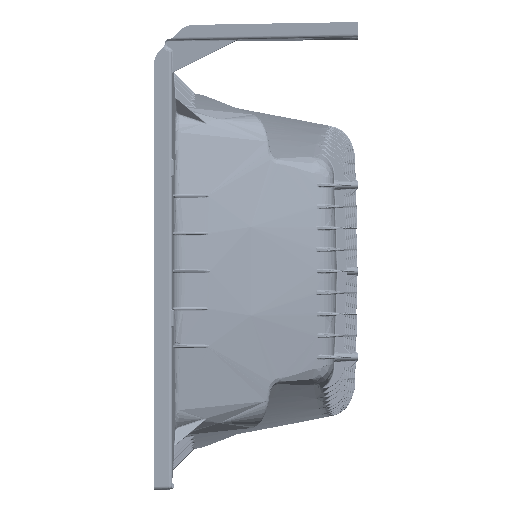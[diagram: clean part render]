
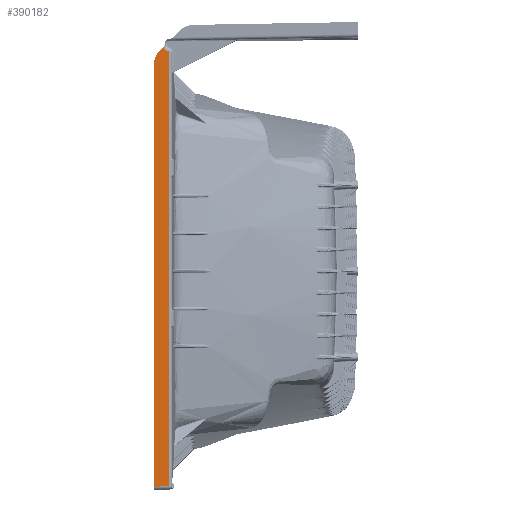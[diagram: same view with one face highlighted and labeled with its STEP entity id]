
A CAD part, left-side view. The second image highlights one B-rep face of the part: STEP entity #390182.
In plain terms, the highlighted planar face has unit normal (-1, -0.022, 0).
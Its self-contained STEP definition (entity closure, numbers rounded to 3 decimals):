
#6507 = CARTESIAN_POINT ( 'NONE',  ( -51.45, 15.712, 20.447 ) ) ;
#8481 = EDGE_CURVE ( 'NONE', #226042, #103666, #99595, .T. ) ;
#12445 = CARTESIAN_POINT ( 'NONE',  ( -51.45, 15.703, -20.013 ) ) ;
#13747 = EDGE_CURVE ( 'NONE', #181203, #297672, #322679, .T. ) ;
#15339 = ORIENTED_EDGE ( 'NONE', *, *, #84042, .T. ) ;
#20636 = CARTESIAN_POINT ( 'NONE',  ( -51.267, 7.33, 13.519 ) ) ;
#21502 = LINE ( 'NONE', #457453, #258849 ) ;
#29403 = ORIENTED_EDGE ( 'NONE', *, *, #177832, .T. ) ;
#37276 = CARTESIAN_POINT ( 'NONE',  ( -51.45, 15.703, -20.013 ) ) ;
#48671 = CARTESIAN_POINT ( 'NONE',  ( -51.455, 15.952, 20.515 ) ) ;
#51174 = CARTESIAN_POINT ( 'NONE',  ( -51.449, 15.69, -18.986 ) ) ;
#67081 = ORIENTED_EDGE ( 'NONE', *, *, #451977, .T. ) ;
#72701 = ORIENTED_EDGE ( 'NONE', *, *, #8481, .T. ) ;
#79456 = EDGE_LOOP ( 'NONE', ( #29403, #352358, #467832, #385683, #15339, #67081, #72701, #270231, #406270 ) ) ;
#84042 = EDGE_CURVE ( 'NONE', #297672, #143175, #448891, .T. ) ;
#87869 = DIRECTION ( 'NONE',  ( 0., 0., -1. ) ) ;
#99595 = LINE ( 'NONE', #494156, #116588 ) ;
#103666 = VERTEX_POINT ( 'NONE', #193732 ) ;
#108379 = VECTOR ( 'NONE', #180233, 39.37 ) ;
#108468 = CARTESIAN_POINT ( 'NONE',  ( -51.467, 16.492, 20.576 ) ) ;
#115041 = CARTESIAN_POINT ( 'NONE',  ( -51.449, 15.69, -18.986 ) ) ;
#116588 = VECTOR ( 'NONE', #496692, 39.37 ) ;
#118153 = AXIS2_PLACEMENT_3D ( 'NONE', #20636, #415360, #417909 ) ;
#122729 = CARTESIAN_POINT ( 'NONE',  ( -51.45, 15.707, 20.443 ) ) ;
#126950 = VERTEX_POINT ( 'NONE', #352232 ) ;
#133848 =( BOUNDED_CURVE ( )  B_SPLINE_CURVE ( 3, ( #12445, #404641, #484542, #51174 ),
 .UNSPECIFIED., .F., .F. ) 
 B_SPLINE_CURVE_WITH_KNOTS ( ( 4, 4 ),
 ( 4.78, 4.817 ),
 .UNSPECIFIED. ) 
 CURVE ( )  GEOMETRIC_REPRESENTATION_ITEM ( )  RATIONAL_B_SPLINE_CURVE ( ( 1., 1., 1., 1. ) ) 
 REPRESENTATION_ITEM ( '' )  );
#136484 =( BOUNDED_CURVE ( )  B_SPLINE_CURVE ( 3, ( #108468, #408562, #256374, #333724 ),
 .UNSPECIFIED., .F., .F. ) 
 B_SPLINE_CURVE_WITH_KNOTS ( ( 4, 4 ),
 ( 2.356, 3.142 ),
 .UNSPECIFIED. ) 
 CURVE ( )  GEOMETRIC_REPRESENTATION_ITEM ( )  RATIONAL_B_SPLINE_CURVE ( ( 1., 0.949, 0.949, 1. ) ) 
 REPRESENTATION_ITEM ( '' )  );
#136755 = CARTESIAN_POINT ( 'NONE',  ( -51.48, 17.078, 13.519 ) ) ;
#143175 = VERTEX_POINT ( 'NONE', #37276 ) ;
#143313 = EDGE_CURVE ( 'NONE', #126950, #458021, #136484, .T. ) ;
#145650 = CARTESIAN_POINT ( 'NONE',  ( -51.48, 17.078, 18.491 ) ) ;
#162252 = CARTESIAN_POINT ( 'NONE',  ( -51.461, 16.202, 20.866 ) ) ;
#165458 = VECTOR ( 'NONE', #87869, 39.37 ) ;
#177832 = EDGE_CURVE ( 'NONE', #435866, #126950, #21502, .T. ) ;
#180233 = DIRECTION ( 'NONE',  ( 0., 0., 1. ) ) ;
#181203 = VERTEX_POINT ( 'NONE', #145650 ) ;
#192511 =( BOUNDED_CURVE ( )  B_SPLINE_CURVE ( 3, ( #340625, #48671, #438229, #162252 ),
 .UNSPECIFIED., .F., .T. ) 
 B_SPLINE_CURVE_WITH_KNOTS ( ( 4, 4 ),
 ( 4.964, 5.897 ),
 .UNSPECIFIED. ) 
 CURVE ( )  GEOMETRIC_REPRESENTATION_ITEM ( )  RATIONAL_B_SPLINE_CURVE ( ( 1., 0.929, 0.929, 1. ) ) 
 REPRESENTATION_ITEM ( '' )  );
#193732 = CARTESIAN_POINT ( 'NONE',  ( -51.449, 15.69, 20.399 ) ) ;
#200719 = EDGE_CURVE ( 'NONE', #181203, #458021, #335053, .T. ) ;
#214269 = FACE_OUTER_BOUND ( 'NONE', #79456, .T. ) ;
#217699 = DIRECTION ( 'NONE',  ( -0.015, 0.707, -0.707 ) ) ;
#226042 = VERTEX_POINT ( 'NONE', #115041 ) ;
#231718 = CARTESIAN_POINT ( 'NONE',  ( -51.48, 17.078, -20.043 ) ) ;
#238912 = CARTESIAN_POINT ( 'NONE',  ( -51.45, 15.73, 20.458 ) ) ;
#242737 = DIRECTION ( 'NONE',  ( 0.022, -1., 0.022 ) ) ;
#256374 = CARTESIAN_POINT ( 'NONE',  ( -51.48, 17.078, 19.7 ) ) ;
#258074 = PLANE ( 'NONE',  #118153 ) ;
#258849 = VECTOR ( 'NONE', #217699, 39.37 ) ;
#261972 = CARTESIAN_POINT ( 'NONE',  ( -51.48, 17.078, 19.162 ) ) ;
#267515 = VERTEX_POINT ( 'NONE', #462223 ) ;
#270231 = ORIENTED_EDGE ( 'NONE', *, *, #509461, .T. ) ;
#297672 = VERTEX_POINT ( 'NONE', #231718 ) ;
#322679 = LINE ( 'NONE', #136755, #165458 ) ;
#324341 = B_SPLINE_CURVE_WITH_KNOTS ( 'NONE', 3,
 ( #473542, #357478, #362557, #122729, #6507, #478602, #238912, #360016 ),
 .UNSPECIFIED., .F., .F.,
 ( 4, 2, 2, 4 ),
 ( 0., 0.001, 0.002, 0.002 ),
 .UNSPECIFIED. ) ;
#333724 = CARTESIAN_POINT ( 'NONE',  ( -51.48, 17.078, 19.162 ) ) ;
#335053 = LINE ( 'NONE', #494848, #108379 ) ;
#340625 = CARTESIAN_POINT ( 'NONE',  ( -51.45, 15.737, 20.459 ) ) ;
#344706 = CARTESIAN_POINT ( 'NONE',  ( -51.461, 16.202, 20.866 ) ) ;
#352232 = CARTESIAN_POINT ( 'NONE',  ( -51.467, 16.492, 20.576 ) ) ;
#352358 = ORIENTED_EDGE ( 'NONE', *, *, #143313, .T. ) ;
#357478 = CARTESIAN_POINT ( 'NONE',  ( -51.449, 15.69, 20.413 ) ) ;
#360016 = CARTESIAN_POINT ( 'NONE',  ( -51.45, 15.737, 20.459 ) ) ;
#362557 = CARTESIAN_POINT ( 'NONE',  ( -51.45, 15.694, 20.426 ) ) ;
#385683 = ORIENTED_EDGE ( 'NONE', *, *, #13747, .T. ) ;
#390182 = ADVANCED_FACE ( 'NONE', ( #214269 ), #258074, .F. ) ;
#404641 = CARTESIAN_POINT ( 'NONE',  ( -51.449, 15.694, -19.671 ) ) ;
#406270 = ORIENTED_EDGE ( 'NONE', *, *, #463075, .T. ) ;
#408562 = CARTESIAN_POINT ( 'NONE',  ( -51.475, 16.872, 20.196 ) ) ;
#415360 = DIRECTION ( 'NONE',  ( 1., 0.022, 0. ) ) ;
#417909 = DIRECTION ( 'NONE',  ( -0.022, 1., 0. ) ) ;
#426395 = VECTOR ( 'NONE', #242737, 39.37 ) ;
#435866 = VERTEX_POINT ( 'NONE', #344706 ) ;
#438229 = CARTESIAN_POINT ( 'NONE',  ( -51.459, 16.119, 20.661 ) ) ;
#448891 = LINE ( 'NONE', #487568, #426395 ) ;
#451977 = EDGE_CURVE ( 'NONE', #143175, #226042, #133848, .T. ) ;
#457453 = CARTESIAN_POINT ( 'NONE',  ( -51.444, 15.438, 21.63 ) ) ;
#458021 = VERTEX_POINT ( 'NONE', #261972 ) ;
#462223 = CARTESIAN_POINT ( 'NONE',  ( -51.45, 15.737, 20.459 ) ) ;
#463075 = EDGE_CURVE ( 'NONE', #267515, #435866, #192511, .T. ) ;
#467832 = ORIENTED_EDGE ( 'NONE', *, *, #200719, .F. ) ;
#473542 = CARTESIAN_POINT ( 'NONE',  ( -51.449, 15.69, 20.399 ) ) ;
#478602 = CARTESIAN_POINT ( 'NONE',  ( -51.45, 15.724, 20.455 ) ) ;
#484542 = CARTESIAN_POINT ( 'NONE',  ( -51.449, 15.69, -19.328 ) ) ;
#487568 = CARTESIAN_POINT ( 'NONE',  ( -51.444, 15.42, -20.007 ) ) ;
#494156 = CARTESIAN_POINT ( 'NONE',  ( -51.449, 15.69, 13.519 ) ) ;
#494848 = CARTESIAN_POINT ( 'NONE',  ( -51.48, 17.078, 23.099 ) ) ;
#496692 = DIRECTION ( 'NONE',  ( 0., 0., 1. ) ) ;
#509461 = EDGE_CURVE ( 'NONE', #103666, #267515, #324341, .T. ) ;
